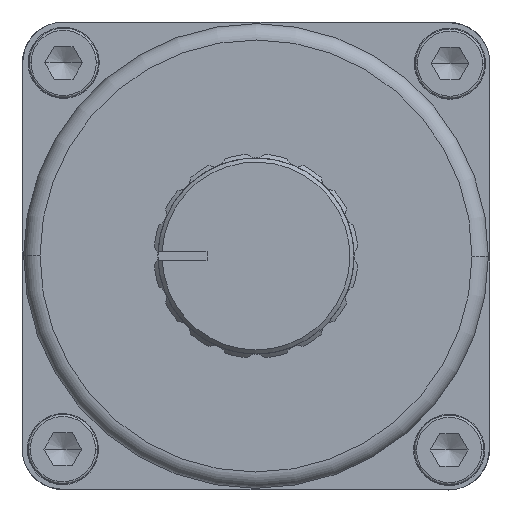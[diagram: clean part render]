
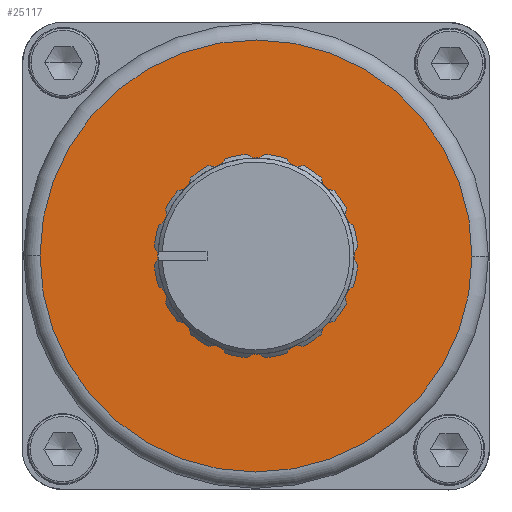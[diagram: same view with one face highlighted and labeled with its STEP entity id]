
A CAD part, left-side view. The second image highlights one B-rep face of the part: STEP entity #25117.
In plain terms, the highlighted planar face has unit normal (-1, 0, 0).
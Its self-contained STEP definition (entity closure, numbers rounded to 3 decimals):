
#6238=CARTESIAN_POINT('',(-112.7,-0.001,
0.001));
#6239=DIRECTION('',(1.,0.,0.));
#6240=DIRECTION('',(0.,1.,0.002));
#6241=AXIS2_PLACEMENT_3D('',#6238,#6239,#6240);
#6243=CARTESIAN_POINT('',(-112.7,-0.001,
0.001));
#6244=DIRECTION('',(1.,0.,0.));
#6245=DIRECTION('',(0.,-1.,-0.002));
#6246=AXIS2_PLACEMENT_3D('',#6243,#6244,#6245);
#6248=CARTESIAN_POINT('',(-112.7,-0.001,
0.001));
#6249=DIRECTION('',(-1.,0.,0.));
#6250=DIRECTION('',(0.,-0.002,1.));
#6251=AXIS2_PLACEMENT_3D('',#6248,#6249,#6250);
#6253=CARTESIAN_POINT('',(-112.7,-0.001,
0.001));
#6254=DIRECTION('',(-1.,0.,0.));
#6255=DIRECTION('',(0.,0.002,-1.));
#6256=AXIS2_PLACEMENT_3D('',#6253,#6254,#6255);
#16196=CARTESIAN_POINT('',(-112.7,26.449,
0.056));
#16197=VERTEX_POINT('',#16196);
#16198=CARTESIAN_POINT('',(-112.7,-26.45,
-0.055));
#16199=VERTEX_POINT('',#16198);
#16200=CARTESIAN_POINT('',(-112.7,-0.007,
3.176));
#16201=CARTESIAN_POINT('',(-112.7,0.006,
-3.174));
#16202=VERTEX_POINT('',#16200);
#16203=VERTEX_POINT('',#16201);
#25102=CARTESIAN_POINT('',(-112.7,-0.001,
0.001));
#25103=DIRECTION('',(1.,0.,0.));
#25104=DIRECTION('',(0.,1.,0.002));
#25105=AXIS2_PLACEMENT_3D('',#25102,#25103,#25104);
#25106=PLANE('',#25105);
#25107=ORIENTED_EDGE('',*,*,#25069,.T.);
#25108=ORIENTED_EDGE('',*,*,#25084,.T.);
#25109=EDGE_LOOP('',(#25107,#25108));
#25110=FACE_OUTER_BOUND('',#25109,.F.);
#25112=ORIENTED_EDGE('',*,*,#25111,.T.);
#25114=ORIENTED_EDGE('',*,*,#25113,.T.);
#25115=EDGE_LOOP('',(#25112,#25114));
#25116=FACE_BOUND('',#25115,.F.);
#6242=CIRCLE('',#6241,26.45);
#6247=CIRCLE('',#6246,26.45);
#6252=CIRCLE('',#6251,3.175);
#6257=CIRCLE('',#6256,3.175);
#25069=EDGE_CURVE('',#16197,#16199,#6242,.T.);
#25084=EDGE_CURVE('',#16199,#16197,#6247,.T.);
#25111=EDGE_CURVE('',#16202,#16203,#6252,.T.);
#25113=EDGE_CURVE('',#16203,#16202,#6257,.T.);
#25117=ADVANCED_FACE('',(#25110,#25116),#25106,.F.);
